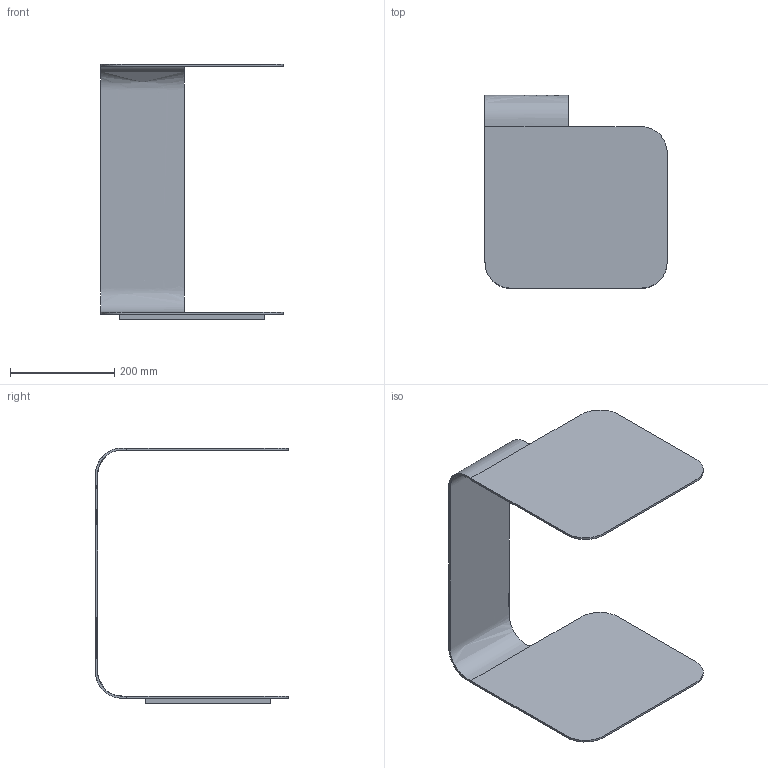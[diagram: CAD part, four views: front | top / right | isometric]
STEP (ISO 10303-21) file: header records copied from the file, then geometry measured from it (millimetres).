
FILE_DESCRIPTION(/* description */ (''),/* implementation_level */ '2;1');
FILE_NAME(/* name */ 'tav. 20',/* time_stamp */ '2013-07-16T11:00:34+02:00',/* author */ (''),/* organization */ (''),/* preprocessor_version */ 'ST-DEVELOPER v10',/* originating_system */ '',/* authorisation */ '');
FILE_SCHEMA (('CONFIG_CONTROL_DESIGN'));
Length unit declared in the file: millimetre
Products named in the file (1): 1
Bounding box: 350 x 370 x 491 mm (x, y, z)
Surface area: 507471 mm2 (no closed solid volume)
Topology: 0 solids, 1 shells, 23 faces, 55 edges, 29 vertices
Faces by surface type: bspline 23
Entity records: 810 total; most frequent: CARTESIAN_POINT 424, ORIENTED_EDGE 98, EDGE_CURVE 51, B_SPLINE_CURVE_WITH_KNOTS 32, VERTEX_POINT 29, EDGE_LOOP 24, ADVANCED_FACE 23, FACE_OUTER_BOUND 23
